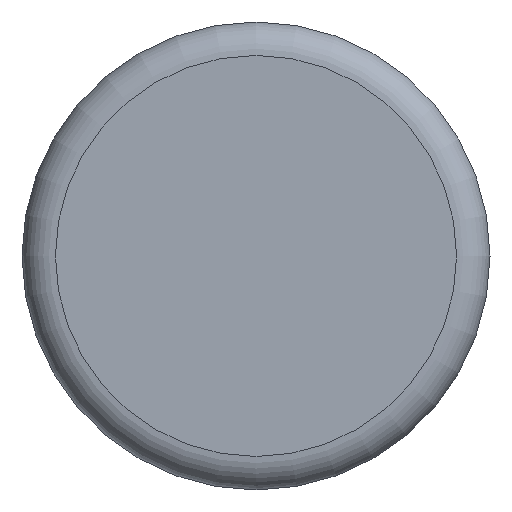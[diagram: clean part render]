
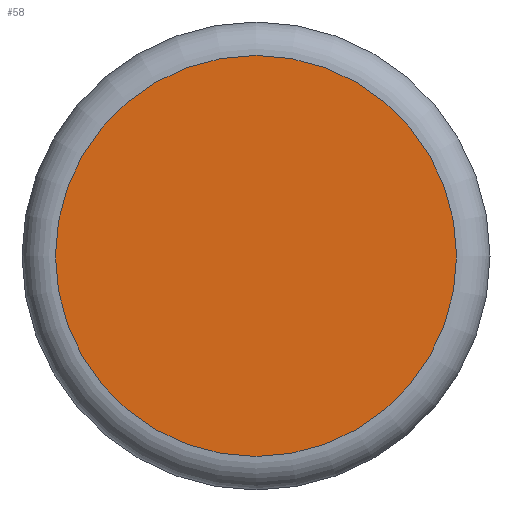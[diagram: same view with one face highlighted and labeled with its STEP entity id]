
A CAD part, top view. The second image highlights one B-rep face of the part: STEP entity #58.
In plain terms, the highlighted planar face has unit normal (0, 0, 1).
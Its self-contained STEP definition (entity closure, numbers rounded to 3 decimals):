
#58 = ADVANCED_FACE( '', ( #130 ), #131, .T. );
#130 = FACE_OUTER_BOUND( '', #224, .T. );
#131 = PLANE( '', #225 );
#224 = EDGE_LOOP( '', ( #324 ) );
#225 = AXIS2_PLACEMENT_3D( '', #325, #326, #327 );
#324 = ORIENTED_EDGE( '', *, *, #435, .T. );
#325 = CARTESIAN_POINT( '', ( 0., 0., 42.5 ) );
#326 = DIRECTION( '', ( 0., 0., 1. ) );
#327 = DIRECTION( '', ( 1., 0., 0. ) );
#435 = EDGE_CURVE( '', #489, #489, #490, .T. );
#489 = VERTEX_POINT( '', #551 );
#490 = CIRCLE( '', #552, 11.986 );
#551 = CARTESIAN_POINT( '', ( 11.986, 0., 42.5 ) );
#552 = AXIS2_PLACEMENT_3D( '', #617, #618, #619 );
#617 = CARTESIAN_POINT( '', ( 0., 0., 42.5 ) );
#618 = DIRECTION( '', ( 0., 0., 1. ) );
#619 = DIRECTION( '', ( 1., 0., 0. ) );
